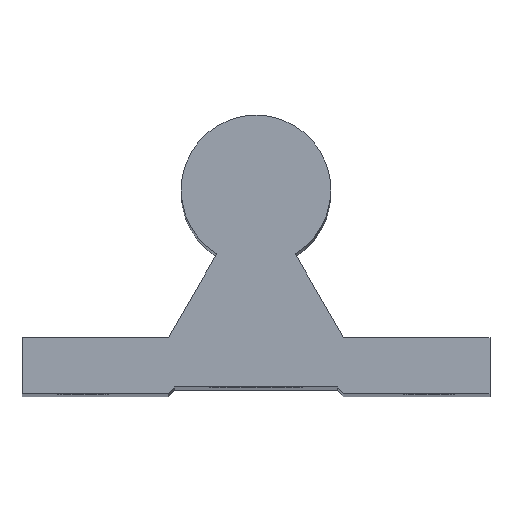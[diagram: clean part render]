
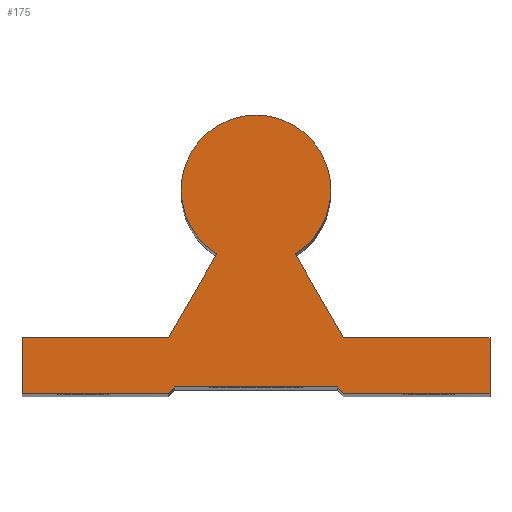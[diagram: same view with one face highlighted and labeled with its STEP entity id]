
A CAD part, top view. The second image highlights one B-rep face of the part: STEP entity #175.
In plain terms, the highlighted planar face has unit normal (0, 0, 1).
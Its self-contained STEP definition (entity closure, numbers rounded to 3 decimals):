
#46 = EDGE_LOOP ( 'NONE', ( #311, #313, #314, #312, #315, #316, #317, #318, #320, #319, #321, #322, #323, #324 ) ) ;
#110 = VERTEX_POINT ( 'NONE', #572 ) ;
#111 = VERTEX_POINT ( 'NONE', #573 ) ;
#114 = VERTEX_POINT ( 'NONE', #576 ) ;
#118 = VERTEX_POINT ( 'NONE', #580 ) ;
#119 = VERTEX_POINT ( 'NONE', #581 ) ;
#122 = VERTEX_POINT ( 'NONE', #584 ) ;
#123 = VERTEX_POINT ( 'NONE', #585 ) ;
#175 = ADVANCED_FACE ( 'NONE', ( #768 ), #812, .T. ) ;
#218 = VERTEX_POINT ( 'NONE', #1112 ) ;
#219 = VERTEX_POINT ( 'NONE', #1113 ) ;
#222 = VERTEX_POINT ( 'NONE', #1116 ) ;
#223 = VERTEX_POINT ( 'NONE', #1117 ) ;
#224 = VERTEX_POINT ( 'NONE', #1118 ) ;
#226 = VERTEX_POINT ( 'NONE', #1119 ) ;
#227 = VERTEX_POINT ( 'NONE', #1120 ) ;
#311 = ORIENTED_EDGE ( 'NONE', *, *, #405, .T. ) ;
#312 = ORIENTED_EDGE ( 'NONE', *, *, #408, .T. ) ;
#313 = ORIENTED_EDGE ( 'NONE', *, *, #375, .T. ) ;
#314 = ORIENTED_EDGE ( 'NONE', *, *, #378, .T. ) ;
#315 = ORIENTED_EDGE ( 'NONE', *, *, #395, .T. ) ;
#316 = ORIENTED_EDGE ( 'NONE', *, *, #409, .T. ) ;
#317 = ORIENTED_EDGE ( 'NONE', *, *, #401, .T. ) ;
#318 = ORIENTED_EDGE ( 'NONE', *, *, #410, .T. ) ;
#319 = ORIENTED_EDGE ( 'NONE', *, *, #412, .F. ) ;
#320 = ORIENTED_EDGE ( 'NONE', *, *, #411, .F. ) ;
#321 = ORIENTED_EDGE ( 'NONE', *, *, #384, .F. ) ;
#322 = ORIENTED_EDGE ( 'NONE', *, *, #413, .F. ) ;
#323 = ORIENTED_EDGE ( 'NONE', *, *, #390, .F. ) ;
#324 = ORIENTED_EDGE ( 'NONE', *, *, #414, .F. ) ;
#375 = EDGE_CURVE ( 'NONE', #110, #111, #471, .T. ) ;
#378 = EDGE_CURVE ( 'NONE', #111, #114, #473, .T. ) ;
#384 = EDGE_CURVE ( 'NONE', #118, #119, #1190, .T. ) ;
#390 = EDGE_CURVE ( 'NONE', #122, #123, #1208, .T. ) ;
#395 = EDGE_CURVE ( 'NONE', #219, #218, #1223, .T. ) ;
#401 = EDGE_CURVE ( 'NONE', #223, #222, #1330, .T. ) ;
#405 = EDGE_CURVE ( 'NONE', #224, #110, #1304, .T. ) ;
#408 = EDGE_CURVE ( 'NONE', #114, #219, #1351, .T. ) ;
#409 = EDGE_CURVE ( 'NONE', #218, #223, #1354, .T. ) ;
#410 = EDGE_CURVE ( 'NONE', #222, #226, #1357, .T. ) ;
#411 = EDGE_CURVE ( 'NONE', #227, #226, #1360, .T. ) ;
#412 = EDGE_CURVE ( 'NONE', #119, #227, #1363, .T. ) ;
#413 = EDGE_CURVE ( 'NONE', #123, #118, #1366, .T. ) ;
#414 = EDGE_CURVE ( 'NONE', #224, #122, #1369, .T. ) ;
#471 = CIRCLE ( 'NONE', #964, 8. ) ;
#473 = CIRCLE ( 'NONE', #1231, 8. ) ;
#572 = CARTESIAN_POINT ( 'NONE',  ( 8., 0., 190. ) ) ;
#573 = CARTESIAN_POINT ( 'NONE',  ( -8., 0., 190. ) ) ;
#576 = CARTESIAN_POINT ( 'NONE',  ( -4.182, -6.82, 190. ) ) ;
#580 = CARTESIAN_POINT ( 'NONE',  ( 25., -21.78, 190. ) ) ;
#581 = CARTESIAN_POINT ( 'NONE',  ( 9.355, -21.78, 190. ) ) ;
#584 = CARTESIAN_POINT ( 'NONE',  ( 9.355, -15.78, 190. ) ) ;
#585 = CARTESIAN_POINT ( 'NONE',  ( 25., -15.78, 190. ) ) ;
#768 = FACE_OUTER_BOUND ( 'NONE', #46, .T. ) ;
#775 = AXIS2_PLACEMENT_3D ( 'NONE', #813, #814, #815 ) ;
#812 = PLANE ( 'NONE',  #775 ) ;
#813 = CARTESIAN_POINT ( 'NONE',  ( 0., 0., 190. ) ) ;
#814 = DIRECTION ( 'NONE',  ( 0., 0., 1. ) ) ;
#815 = DIRECTION ( 'NONE',  ( 1., 0., 0. ) ) ;
#964 = AXIS2_PLACEMENT_3D ( 'NONE', #1156, #1163, #1164 ) ;
#1112 = CARTESIAN_POINT ( 'NONE',  ( -25., -15.78, 190. ) ) ;
#1113 = CARTESIAN_POINT ( 'NONE',  ( -9.355, -15.78, 190. ) ) ;
#1116 = CARTESIAN_POINT ( 'NONE',  ( -9.355, -21.78, 190. ) ) ;
#1117 = CARTESIAN_POINT ( 'NONE',  ( -25., -21.78, 190. ) ) ;
#1118 = CARTESIAN_POINT ( 'NONE',  ( 4.182, -6.82, 190. ) ) ;
#1119 = CARTESIAN_POINT ( 'NONE',  ( -8.748, -21.051, 190. ) ) ;
#1120 = CARTESIAN_POINT ( 'NONE',  ( 8.748, -21.051, 190. ) ) ;
#1156 = CARTESIAN_POINT ( 'NONE',  ( 0., 0., 190. ) ) ;
#1163 = DIRECTION ( 'NONE',  ( 0., 0., 1. ) ) ;
#1164 = DIRECTION ( 'NONE',  ( 1., 0., 0. ) ) ;
#1168 = CARTESIAN_POINT ( 'NONE',  ( 0., 0., 190. ) ) ;
#1172 = DIRECTION ( 'NONE',  ( 0., 0., 1. ) ) ;
#1173 = DIRECTION ( 'NONE',  ( 1., 0., 0. ) ) ;
#1190 = LINE ( 'NONE', #1191, #1239 ) ;
#1191 = CARTESIAN_POINT ( 'NONE',  ( 0., -21.78, 190. ) ) ;
#1192 = DIRECTION ( 'NONE',  ( -1., 0., 0. ) ) ;
#1208 = LINE ( 'NONE', #1209, #1245 ) ;
#1209 = CARTESIAN_POINT ( 'NONE',  ( 0., -15.78, 190. ) ) ;
#1210 = DIRECTION ( 'NONE',  ( 1., 0., 0. ) ) ;
#1223 = LINE ( 'NONE', #1224, #1250 ) ;
#1224 = CARTESIAN_POINT ( 'NONE',  ( 0., -15.78, 190. ) ) ;
#1225 = DIRECTION ( 'NONE',  ( -1., 0., 0. ) ) ;
#1231 = AXIS2_PLACEMENT_3D ( 'NONE', #1168, #1172, #1173 ) ;
#1239 = VECTOR ( 'NONE', #1192, 1000. ) ;
#1245 = VECTOR ( 'NONE', #1210, 1000. ) ;
#1250 = VECTOR ( 'NONE', #1225, 1000. ) ;
#1253 = AXIS2_PLACEMENT_3D ( 'NONE', #1341, #1342, #1343 ) ;
#1257 = VECTOR ( 'NONE', #1332, 1000. ) ;
#1263 = VECTOR ( 'NONE', #1353, 1000. ) ;
#1264 = VECTOR ( 'NONE', #1356, 1000. ) ;
#1265 = VECTOR ( 'NONE', #1359, 1000. ) ;
#1266 = VECTOR ( 'NONE', #1362, 1000. ) ;
#1268 = VECTOR ( 'NONE', #1365, 1000. ) ;
#1269 = VECTOR ( 'NONE', #1368, 1000. ) ;
#1270 = VECTOR ( 'NONE', #1371, 1000. ) ;
#1304 = CIRCLE ( 'NONE', #1253, 8. ) ;
#1330 = LINE ( 'NONE', #1331, #1257 ) ;
#1331 = CARTESIAN_POINT ( 'NONE',  ( 0., -21.78, 190. ) ) ;
#1332 = DIRECTION ( 'NONE',  ( 1., 0., 0. ) ) ;
#1341 = CARTESIAN_POINT ( 'NONE',  ( 0., 0., 190. ) ) ;
#1342 = DIRECTION ( 'NONE',  ( 0., 0., 1. ) ) ;
#1343 = DIRECTION ( 'NONE',  ( 1., 0., 0. ) ) ;
#1351 = LINE ( 'NONE', #1352, #1263 ) ;
#1352 = CARTESIAN_POINT ( 'NONE',  ( -0.183, 0.106, 190. ) ) ;
#1353 = DIRECTION ( 'NONE',  ( -0.5, -0.866, 0. ) ) ;
#1354 = LINE ( 'NONE', #1355, #1264 ) ;
#1355 = CARTESIAN_POINT ( 'NONE',  ( -25., 0., 190. ) ) ;
#1356 = DIRECTION ( 'NONE',  ( 0., -1., 0. ) ) ;
#1357 = LINE ( 'NONE', #1358, #1265 ) ;
#1358 = CARTESIAN_POINT ( 'NONE',  ( 5.189, -4.323, 190. ) ) ;
#1359 = DIRECTION ( 'NONE',  ( 0.64, 0.768, 0. ) ) ;
#1360 = LINE ( 'NONE', #1361, #1266 ) ;
#1361 = CARTESIAN_POINT ( 'NONE',  ( 0., -21.051, 190. ) ) ;
#1362 = DIRECTION ( 'NONE',  ( -1., 0., 0. ) ) ;
#1363 = LINE ( 'NONE', #1364, #1268 ) ;
#1364 = CARTESIAN_POINT ( 'NONE',  ( -5.189, -4.323, 190. ) ) ;
#1365 = DIRECTION ( 'NONE',  ( -0.64, 0.768, 0. ) ) ;
#1366 = LINE ( 'NONE', #1367, #1269 ) ;
#1367 = CARTESIAN_POINT ( 'NONE',  ( 25., 0., 190. ) ) ;
#1368 = DIRECTION ( 'NONE',  ( 0., -1., 0. ) ) ;
#1369 = LINE ( 'NONE', #1370, #1270 ) ;
#1370 = CARTESIAN_POINT ( 'NONE',  ( 0.183, 0.106, 190. ) ) ;
#1371 = DIRECTION ( 'NONE',  ( 0.5, -0.866, 0. ) ) ;
